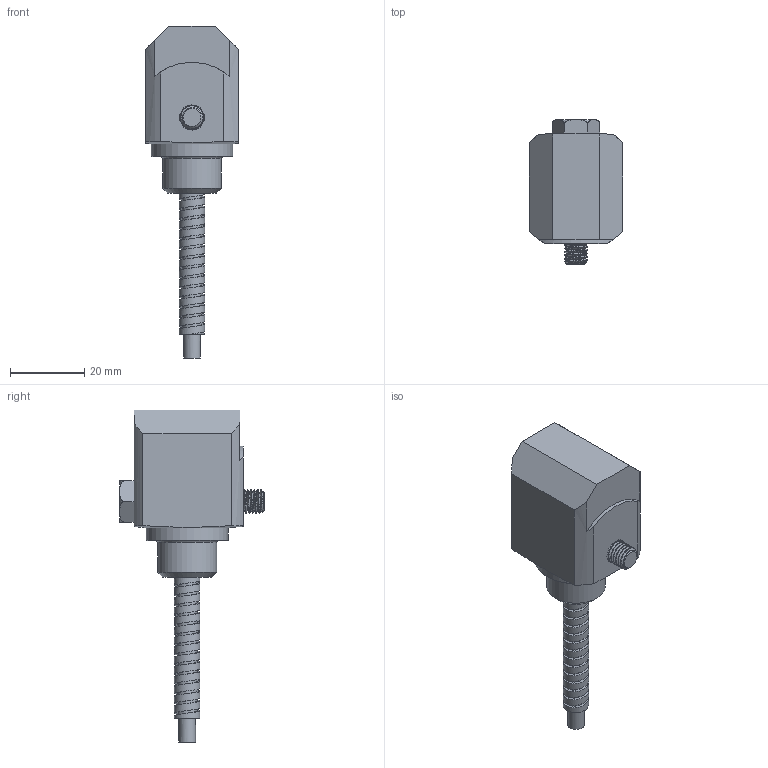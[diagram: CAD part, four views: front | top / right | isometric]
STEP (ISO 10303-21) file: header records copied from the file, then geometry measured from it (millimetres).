
FILE_DESCRIPTION(/* description */ (''),/* implementation_level */ '2;1');
FILE_NAME(/* name */ 'MASTER_TEMP_TALL_SIDE-EXIT_ARMOR_STANDARD.stp',/* time_stamp */ '2017-04-26T12:22:55-04:00',/* author */ ('aneininger'),/* organization */ (''),/* preprocessor_version */ 'ST-DEVELOPER v16.5',/* originating_system */ 'Autodesk Inventor 2017',/* authorisation */ '');
FILE_SCHEMA (('AUTOMOTIVE_DESIGN { 1 0 10303 214 3 1 1 }'));
Length unit declared in the file: inch
Products named in the file (3): MASTER_TEMP_TALL_SIDE-EXIT_ARMOR_STANDARD_STEP; MASTER_TEMP_TALL_SIDE-EXIT_ARMOR_STANDARD; ACP32146
Assembly tree (2 placements, depth 2):
  MASTER_TEMP_TALL_SIDE-EXIT_ARMOR_STANDARD_STEP
    MASTER_TEMP_TALL_SIDE-EXIT_ARMOR_STANDARD
    ACP32146
Bounding box: 25.15 x 39.07 x 89.48 mm (x, y, z)
Volume: 17494 mm3; surface area: 12999.5 mm2
Topology: 2 solids, 2 shells, 350 faces, 771 edges, 508 vertices
Faces by surface type: plane 158, cylinder 108, bspline 64, cone 16, torus 4
Full cylindrical faces by diameter (mm): 0.127 x19, 0.203 x38, 1.27 x1, 1.413 x2, 2.381 x1, 2.89 x1, 3.417 x1, 3.571 x1, 4.039 x3, 4.496 x12, 4.762 x1, 4.953 x1, 4.978 x1, 6.756 x1, 11.43 x1, 13.335 x1, 15.875 x1, 18.821 x1, 18.923 x2, 19.304 x1, 22.047 x1
Entity records: 20470 total; most frequent: CARTESIAN_POINT 13360, DIRECTION 1242, ORIENTED_EDGE 1238, EDGE_CURVE 619, EDGE_LOOP 529, AXIS2_PLACEMENT_3D 501, VERTEX_POINT 468, FACE_OUTER_BOUND 338
